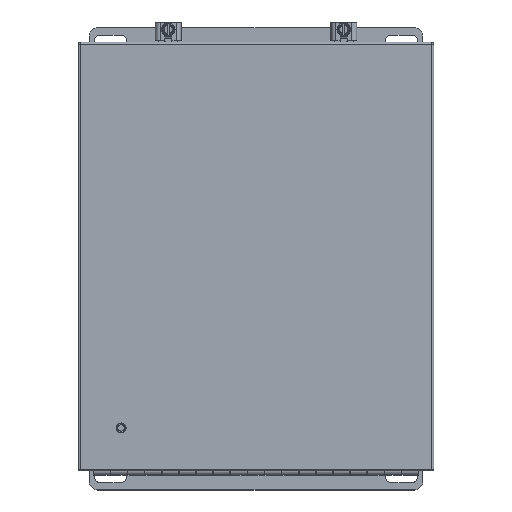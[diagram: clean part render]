
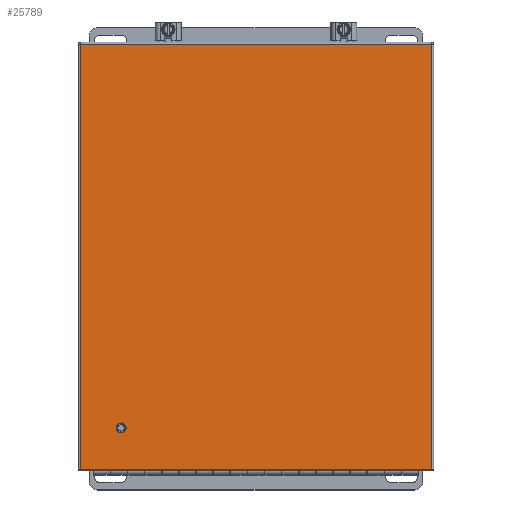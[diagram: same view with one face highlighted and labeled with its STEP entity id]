
A CAD part, top view. The second image highlights one B-rep face of the part: STEP entity #25789.
In plain terms, the highlighted planar face has unit normal (0, 0, 1).
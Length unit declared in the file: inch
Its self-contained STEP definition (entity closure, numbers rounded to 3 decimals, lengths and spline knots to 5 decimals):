
#1619 = AXIS2_PLACEMENT_3D ( 'NONE', #44772, #55130, #55854 ) ;
#2433 = CARTESIAN_POINT ( 'NONE',  ( -0.1377, 12.325, 5.185 ) ) ;
#3568 = CARTESIAN_POINT ( 'NONE',  ( 10.1375, 12.325, 5.185 ) ) ;
#4154 = AXIS2_PLACEMENT_3D ( 'NONE', #48132, #20157, #9050 ) ;
#4665 = PLANE ( 'NONE',  #1619 ) ;
#5262 = CARTESIAN_POINT ( 'NONE',  ( 10.1375, 10.27143, 5.185 ) ) ;
#8150 = LINE ( 'NONE', #70822, #53293 ) ;
#9050 = DIRECTION ( 'NONE',  ( -1., 0., 0. ) ) ;
#9255 = VERTEX_POINT ( 'NONE', #65003 ) ;
#14842 = EDGE_LOOP ( 'NONE', ( #34583 ) ) ;
#15686 = FACE_OUTER_BOUND ( 'NONE', #63804, .T. ) ;
#20157 = DIRECTION ( 'NONE',  ( 0., 0., -1. ) ) ;
#20526 = CARTESIAN_POINT ( 'NONE',  ( -0.1377, 10.27143, 5.185 ) ) ;
#24532 = EDGE_CURVE ( 'NONE', #36335, #9255, #34827, .T. ) ;
#24540 = VERTEX_POINT ( 'NONE', #3568 ) ;
#25482 = VECTOR ( 'NONE', #27725, 39.37008 ) ;
#25789 = ADVANCED_FACE ( 'NONE', ( #15686, #38144 ), #4665, .F. ) ;
#27725 = DIRECTION ( 'NONE',  ( 0., 1., 0. ) ) ;
#33196 = LINE ( 'NONE', #5262, #25482 ) ;
#34354 = VECTOR ( 'NONE', #48140, 39.37008 ) ;
#34433 = CARTESIAN_POINT ( 'NONE',  ( 8.18731, -0.08484, 5.185 ) ) ;
#34583 = ORIENTED_EDGE ( 'NONE', *, *, #37097, .T. ) ;
#34827 = LINE ( 'NONE', #20526, #34354 ) ;
#35720 = EDGE_CURVE ( 'NONE', #24540, #36335, #8150, .T. ) ;
#36335 = VERTEX_POINT ( 'NONE', #2433 ) ;
#37097 = EDGE_CURVE ( 'NONE', #41363, #41363, #70096, .T. ) ;
#38144 = FACE_BOUND ( 'NONE', #14842, .T. ) ;
#40389 = EDGE_CURVE ( 'NONE', #60144, #24540, #33196, .T. ) ;
#41363 = VERTEX_POINT ( 'NONE', #63883 ) ;
#43366 = ORIENTED_EDGE ( 'NONE', *, *, #35720, .T. ) ;
#44139 = ORIENTED_EDGE ( 'NONE', *, *, #72962, .T. ) ;
#44772 = CARTESIAN_POINT ( 'NONE',  ( 8.18731, 10.27143, 5.185 ) ) ;
#45208 = ORIENTED_EDGE ( 'NONE', *, *, #24532, .T. ) ;
#48132 = CARTESIAN_POINT ( 'NONE',  ( 1.0623, 1.11516, 5.185 ) ) ;
#48140 = DIRECTION ( 'NONE',  ( 0., -1., 0. ) ) ;
#49435 = ORIENTED_EDGE ( 'NONE', *, *, #40389, .T. ) ;
#50718 = DIRECTION ( 'NONE',  ( 1., 0., 0. ) ) ;
#53293 = VECTOR ( 'NONE', #59713, 39.37008 ) ;
#55130 = DIRECTION ( 'NONE',  ( 0., 0., -1. ) ) ;
#55854 = DIRECTION ( 'NONE',  ( -1., 0., 0. ) ) ;
#56265 = LINE ( 'NONE', #34433, #72854 ) ;
#59713 = DIRECTION ( 'NONE',  ( -1., 0., 0. ) ) ;
#60144 = VERTEX_POINT ( 'NONE', #60617 ) ;
#60617 = CARTESIAN_POINT ( 'NONE',  ( 10.1375, -0.08484, 5.185 ) ) ;
#63804 = EDGE_LOOP ( 'NONE', ( #45208, #44139, #49435, #43366 ) ) ;
#63883 = CARTESIAN_POINT ( 'NONE',  ( 0.91575, 1.11516, 5.185 ) ) ;
#65003 = CARTESIAN_POINT ( 'NONE',  ( -0.1377, -0.08484, 5.185 ) ) ;
#70096 = CIRCLE ( 'NONE', #4154, 0.14655 ) ;
#70822 = CARTESIAN_POINT ( 'NONE',  ( 8.18731, 12.325, 5.185 ) ) ;
#72854 = VECTOR ( 'NONE', #50718, 39.37008 ) ;
#72962 = EDGE_CURVE ( 'NONE', #9255, #60144, #56265, .T. ) ;
